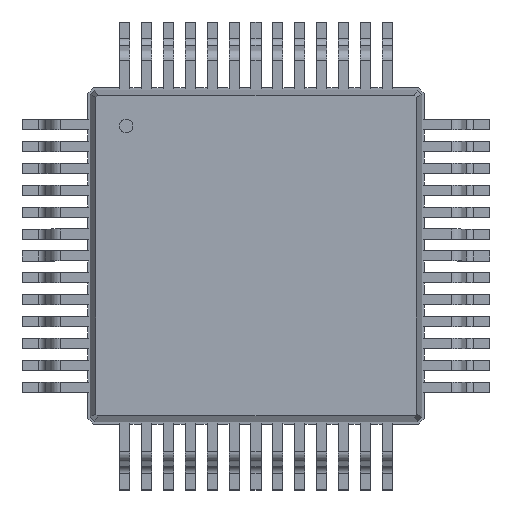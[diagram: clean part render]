
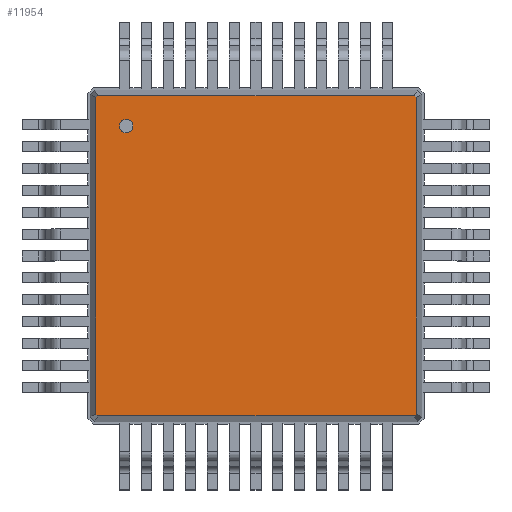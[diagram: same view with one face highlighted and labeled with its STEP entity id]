
A CAD part, top view. The second image highlights one B-rep face of the part: STEP entity #11954.
In plain terms, the highlighted planar face has unit normal (0, 0, 1).
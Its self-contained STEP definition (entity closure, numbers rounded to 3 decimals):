
#13=DIRECTION('',(0.,0.,1.));
#27=VECTOR('',#28,1.);
#28=DIRECTION('',(1.,0.,0.));
#155=VECTOR('',#156,1.);
#156=DIRECTION('',(0.707,-0.707,0.));
#162=VECTOR('',#163,1.);
#163=DIRECTION('',(0.,-1.,0.));
#169=VECTOR('',#170,1.);
#170=DIRECTION('',(-0.707,-0.707,0.));
#176=VECTOR('',#177,1.);
#177=DIRECTION('',(-1.,0.,0.));
#183=VECTOR('',#184,1.);
#184=DIRECTION('',(-0.707,0.707,0.));
#190=VECTOR('',#191,1.);
#191=DIRECTION('',(0.,1.,0.));
#195=VECTOR('',#196,1.);
#196=DIRECTION('',(0.707,0.707,0.));
#4838=VERTEX_POINT('',#4839);
#4839=CARTESIAN_POINT('',(-4.755,4.703,2.3));
#4841=ORIENTED_EDGE('',*,*,#4842,.F.);
#4842=EDGE_CURVE('',#4843,#4838,#4845,.T.);
#4843=VERTEX_POINT('',#4844);
#4844=CARTESIAN_POINT('',(-4.755,-4.703,2.3));
#4845=LINE('',#4844,#190);
#4856=VERTEX_POINT('',#4857);
#4857=CARTESIAN_POINT('',(-4.703,4.755,2.3));
#4859=ORIENTED_EDGE('',*,*,#4860,.F.);
#4860=EDGE_CURVE('',#4838,#4856,#4861,.T.);
#4861=LINE('',#4839,#195);
#4909=VERTEX_POINT('',#4910);
#4910=CARTESIAN_POINT('',(4.703,4.755,2.3));
#4912=ORIENTED_EDGE('',*,*,#4913,.F.);
#4913=EDGE_CURVE('',#4856,#4909,#4914,.T.);
#4914=LINE('',#4857,#27);
#6095=VERTEX_POINT('',#6096);
#6096=CARTESIAN_POINT('',(4.755,4.703,2.3));
#6098=ORIENTED_EDGE('',*,*,#6099,.F.);
#6099=EDGE_CURVE('',#4909,#6095,#6100,.T.);
#6100=LINE('',#4910,#155);
#6213=VERTEX_POINT('',#6214);
#6214=CARTESIAN_POINT('',(4.755,-4.703,2.3));
#6216=ORIENTED_EDGE('',*,*,#6217,.F.);
#6217=EDGE_CURVE('',#6095,#6213,#6218,.T.);
#6218=LINE('',#6096,#162);
#11954=ADVANCED_FACE('',(#11955,#11970),#11980,.T.);
#11955=FACE_BOUND('',#11956,.T.);
#11956=EDGE_LOOP('',(#4912,#4859,#4841,#11957,#11962,#11967,#6216,#6098));
#11957=ORIENTED_EDGE('',*,*,#11958,.F.);
#11958=EDGE_CURVE('',#11959,#4843,#11961,.T.);
#11959=VERTEX_POINT('',#11960);
#11960=CARTESIAN_POINT('',(-4.703,-4.755,2.3));
#11961=LINE('',#11960,#183);
#11962=ORIENTED_EDGE('',*,*,#11963,.F.);
#11963=EDGE_CURVE('',#11964,#11959,#11966,.T.);
#11964=VERTEX_POINT('',#11965);
#11965=CARTESIAN_POINT('',(4.703,-4.755,2.3));
#11966=LINE('',#11965,#176);
#11967=ORIENTED_EDGE('',*,*,#11968,.F.);
#11968=EDGE_CURVE('',#6213,#11964,#11969,.T.);
#11969=LINE('',#6214,#169);
#11970=FACE_BOUND('',#11971,.T.);
#11971=EDGE_LOOP('',(#11972));
#11972=ORIENTED_EDGE('',*,*,#11973,.T.);
#11973=EDGE_CURVE('',#11974,#11974,#11976,.T.);
#11974=VERTEX_POINT('',#11975);
#11975=CARTESIAN_POINT('',(-3.855,3.655,2.3));
#11976=CIRCLE('',#11977,0.2);
#11977=AXIS2_PLACEMENT_3D('',#11978,#11979,#163);
#11978=CARTESIAN_POINT('',(-3.855,3.855,2.3));
#11979=DIRECTION('',(0.,-0.,-1.));
#11980=PLANE('',#11981);
#11981=AXIS2_PLACEMENT_3D('',#4857,#13,#11982);
#11982=DIRECTION('',(0.703,-0.711,0.));
